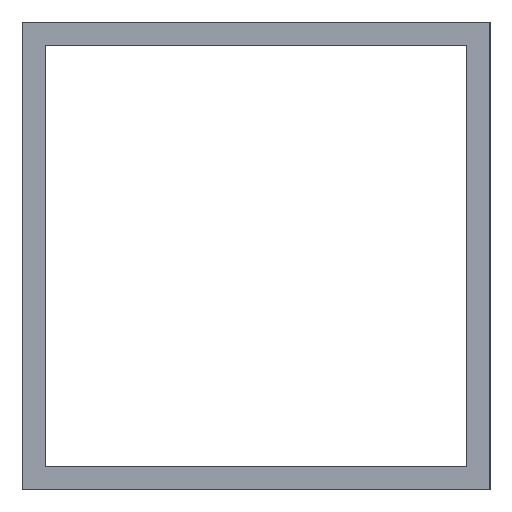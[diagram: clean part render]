
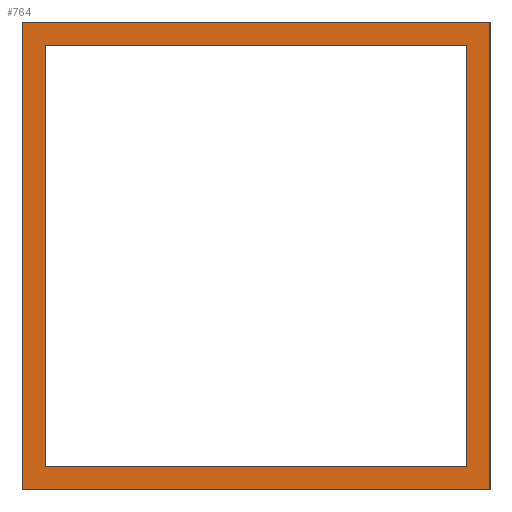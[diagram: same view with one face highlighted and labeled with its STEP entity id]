
A CAD part, left-side view. The second image highlights one B-rep face of the part: STEP entity #764.
In plain terms, the highlighted planar face has unit normal (-1, 0, 0).
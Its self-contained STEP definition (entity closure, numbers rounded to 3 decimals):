
#197=CARTESIAN_POINT('',(0.,1.,19.));
#198=VERTEX_POINT('',#197);
#199=CARTESIAN_POINT('',(0.,19.,19.));
#200=VERTEX_POINT('',#199);
#201=CARTESIAN_POINT('',(0.,1.,19.));
#202=DIRECTION('',(0.,1.,0.));
#203=VECTOR('',#202,18.);
#204=LINE('',#201,#203);
#205=EDGE_CURVE('',#198,#200,#204,.T.);
#237=CARTESIAN_POINT('',(0.,1.,1.));
#238=VERTEX_POINT('',#237);
#239=CARTESIAN_POINT('',(0.,1.,1.));
#240=DIRECTION('',(0.,0.,1.));
#241=VECTOR('',#240,18.);
#242=LINE('',#239,#241);
#243=EDGE_CURVE('',#238,#198,#242,.T.);
#348=CARTESIAN_POINT('',(0.,19.,1.));
#349=VERTEX_POINT('',#348);
#350=CARTESIAN_POINT('',(0.,19.,1.));
#351=DIRECTION('',(0.,-1.,-0.));
#352=VECTOR('',#351,18.);
#353=LINE('',#350,#352);
#354=EDGE_CURVE('',#349,#238,#353,.T.);
#379=CARTESIAN_POINT('',(0.,20.,20.));
#380=VERTEX_POINT('',#379);
#381=CARTESIAN_POINT('',(0.,20.,0.));
#382=VERTEX_POINT('',#381);
#383=CARTESIAN_POINT('',(0.,20.,20.));
#384=DIRECTION('',(0.,0.,-1.));
#385=VECTOR('',#384,20.);
#386=LINE('',#383,#385);
#387=EDGE_CURVE('',#380,#382,#386,.T.);
#463=CARTESIAN_POINT('',(0.,0.,0.));
#464=VERTEX_POINT('',#463);
#465=CARTESIAN_POINT('',(0.,20.,0.));
#466=DIRECTION('',(0.,-1.,0.));
#467=VECTOR('',#466,20.);
#468=LINE('',#465,#467);
#469=EDGE_CURVE('',#382,#464,#468,.T.);
#494=CARTESIAN_POINT('',(0.,0.,20.));
#495=VERTEX_POINT('',#494);
#496=CARTESIAN_POINT('',(0.,0.,0.));
#497=DIRECTION('',(0.,0.,1.));
#498=VECTOR('',#497,20.);
#499=LINE('',#496,#498);
#500=EDGE_CURVE('',#464,#495,#499,.T.);
#690=CARTESIAN_POINT('',(0.,0.,20.));
#691=DIRECTION('',(0.,1.,-0.));
#692=VECTOR('',#691,20.);
#693=LINE('',#690,#692);
#694=EDGE_CURVE('',#495,#380,#693,.T.);
#712=CARTESIAN_POINT('',(0.,19.,19.));
#713=DIRECTION('',(0.,0.,-1.));
#714=VECTOR('',#713,18.);
#715=LINE('',#712,#714);
#716=EDGE_CURVE('',#200,#349,#715,.T.);
#747=CARTESIAN_POINT('',(0.,0.,0.));
#748=DIRECTION('',(-1.,0.,0.));
#749=DIRECTION('',(0.,-1.,0.));
#750=AXIS2_PLACEMENT_3D('',#747,#748,#749);
#751=PLANE('',#750);
#752=ORIENTED_EDGE('',*,*,#387,.T.);
#753=ORIENTED_EDGE('',*,*,#469,.T.);
#754=ORIENTED_EDGE('',*,*,#500,.T.);
#755=ORIENTED_EDGE('',*,*,#694,.T.);
#756=EDGE_LOOP('',(#752,#753,#754,#755));
#757=FACE_BOUND('',#756,.T.);
#758=ORIENTED_EDGE('',*,*,#205,.F.);
#759=ORIENTED_EDGE('',*,*,#243,.F.);
#760=ORIENTED_EDGE('',*,*,#354,.F.);
#761=ORIENTED_EDGE('',*,*,#716,.F.);
#762=EDGE_LOOP('',(#758,#759,#760,#761));
#763=FACE_BOUND('',#762,.T.);
#764=ADVANCED_FACE('',(#757,#763),#751,.T.);
